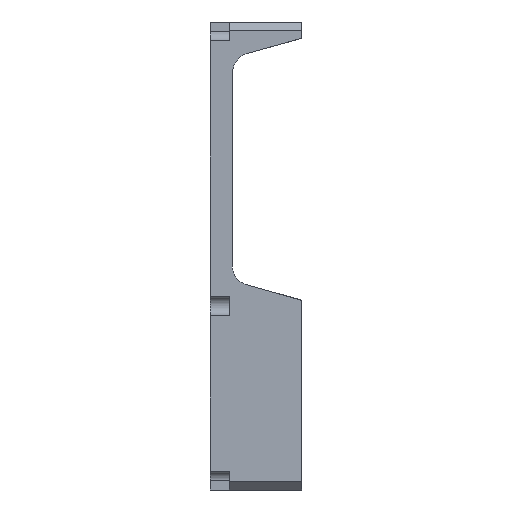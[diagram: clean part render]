
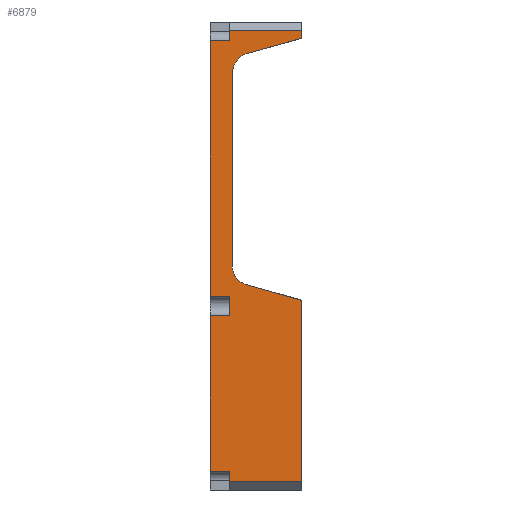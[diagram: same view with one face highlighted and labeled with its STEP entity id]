
A CAD part, left-side view. The second image highlights one B-rep face of the part: STEP entity #6879.
In plain terms, the highlighted planar face has unit normal (-1, 0, 0).
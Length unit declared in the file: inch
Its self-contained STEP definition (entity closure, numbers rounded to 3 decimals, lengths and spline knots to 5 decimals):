
#156=PLANE('',#7432);
#565=FACE_OUTER_BOUND('',#922,.T.);
#922=EDGE_LOOP('',(#5614,#5615,#5616,#5617,#5618,#5619,#5620,#5621,#5622,
#5623,#5624,#5625,#5626,#5627,#5628,#5629,#5630,#5631));
#1276=LINE('',#10195,#2011);
#1586=LINE('',#11116,#2321);
#1589=LINE('',#11122,#2324);
#1590=LINE('',#11124,#2325);
#1591=LINE('',#11126,#2326);
#1592=LINE('',#11128,#2327);
#1593=LINE('',#11130,#2328);
#1594=LINE('',#11132,#2329);
#1595=LINE('',#11134,#2330);
#1596=LINE('',#11136,#2331);
#1597=LINE('',#11138,#2332);
#1598=LINE('',#11139,#2333);
#1599=LINE('',#11141,#2334);
#1600=LINE('',#11145,#2335);
#1601=LINE('',#11149,#2336);
#1602=LINE('',#11150,#2337);
#2011=VECTOR('',#8019,0.3937);
#2321=VECTOR('',#8847,0.3937);
#2324=VECTOR('',#8852,0.3937);
#2325=VECTOR('',#8853,0.3937);
#2326=VECTOR('',#8854,0.3937);
#2327=VECTOR('',#8855,0.3937);
#2328=VECTOR('',#8856,0.3937);
#2329=VECTOR('',#8857,0.3937);
#2330=VECTOR('',#8858,0.3937);
#2331=VECTOR('',#8859,0.3937);
#2332=VECTOR('',#8860,0.3937);
#2333=VECTOR('',#8861,0.3937);
#2334=VECTOR('',#8862,0.3937);
#2335=VECTOR('',#8865,0.3937);
#2336=VECTOR('',#8868,0.3937);
#2337=VECTOR('',#8869,0.3937);
#2812=CIRCLE('',#7433,0.33762);
#2813=CIRCLE('',#7434,0.35725);
#3094=VERTEX_POINT('',#10192);
#3095=VERTEX_POINT('',#10194);
#3406=VERTEX_POINT('',#11113);
#3407=VERTEX_POINT('',#11115);
#3409=VERTEX_POINT('',#11121);
#3410=VERTEX_POINT('',#11123);
#3411=VERTEX_POINT('',#11125);
#3412=VERTEX_POINT('',#11127);
#3413=VERTEX_POINT('',#11129);
#3414=VERTEX_POINT('',#11131);
#3415=VERTEX_POINT('',#11133);
#3416=VERTEX_POINT('',#11135);
#3417=VERTEX_POINT('',#11137);
#3418=VERTEX_POINT('',#11140);
#3419=VERTEX_POINT('',#11142);
#3420=VERTEX_POINT('',#11144);
#3421=VERTEX_POINT('',#11146);
#3422=VERTEX_POINT('',#11148);
#3802=EDGE_CURVE('',#3095,#3094,#1276,.T.);
#4249=EDGE_CURVE('',#3406,#3407,#1586,.T.);
#4252=EDGE_CURVE('',#3406,#3409,#1589,.T.);
#4253=EDGE_CURVE('',#3409,#3410,#1590,.T.);
#4254=EDGE_CURVE('',#3411,#3410,#1591,.T.);
#4255=EDGE_CURVE('',#3411,#3412,#1592,.T.);
#4256=EDGE_CURVE('',#3412,#3413,#1593,.T.);
#4257=EDGE_CURVE('',#3413,#3414,#1594,.T.);
#4258=EDGE_CURVE('',#3415,#3414,#1595,.T.);
#4259=EDGE_CURVE('',#3415,#3416,#1596,.T.);
#4260=EDGE_CURVE('',#3416,#3417,#1597,.T.);
#4261=EDGE_CURVE('',#3095,#3417,#1598,.T.);
#4262=EDGE_CURVE('',#3094,#3418,#1599,.T.);
#4263=EDGE_CURVE('',#3418,#3419,#2812,.T.);
#4264=EDGE_CURVE('',#3419,#3420,#1600,.T.);
#4265=EDGE_CURVE('',#3420,#3421,#2813,.T.);
#4266=EDGE_CURVE('',#3421,#3422,#1601,.T.);
#4267=EDGE_CURVE('',#3422,#3407,#1602,.T.);
#5614=ORIENTED_EDGE('',*,*,#4249,.F.);
#5615=ORIENTED_EDGE('',*,*,#4252,.T.);
#5616=ORIENTED_EDGE('',*,*,#4253,.T.);
#5617=ORIENTED_EDGE('',*,*,#4254,.F.);
#5618=ORIENTED_EDGE('',*,*,#4255,.T.);
#5619=ORIENTED_EDGE('',*,*,#4256,.T.);
#5620=ORIENTED_EDGE('',*,*,#4257,.T.);
#5621=ORIENTED_EDGE('',*,*,#4258,.F.);
#5622=ORIENTED_EDGE('',*,*,#4259,.T.);
#5623=ORIENTED_EDGE('',*,*,#4260,.T.);
#5624=ORIENTED_EDGE('',*,*,#4261,.F.);
#5625=ORIENTED_EDGE('',*,*,#3802,.T.);
#5626=ORIENTED_EDGE('',*,*,#4262,.T.);
#5627=ORIENTED_EDGE('',*,*,#4263,.T.);
#5628=ORIENTED_EDGE('',*,*,#4264,.T.);
#5629=ORIENTED_EDGE('',*,*,#4265,.T.);
#5630=ORIENTED_EDGE('',*,*,#4266,.T.);
#5631=ORIENTED_EDGE('',*,*,#4267,.T.);
#6879=ADVANCED_FACE('',(#565),#156,.T.);
#7432=AXIS2_PLACEMENT_3D('',#11120,#8850,#8851);
#7433=AXIS2_PLACEMENT_3D('',#11143,#8863,#8864);
#7434=AXIS2_PLACEMENT_3D('',#11147,#8866,#8867);
#8019=DIRECTION('',(0.,0.,1.));
#8847=DIRECTION('',(0.,-1.,0.));
#8850=DIRECTION('center_axis',(-1.,0.,0.));
#8851=DIRECTION('ref_axis',(0.,0.,1.));
#8852=DIRECTION('',(0.,0.,-1.));
#8853=DIRECTION('',(0.,1.,0.));
#8854=DIRECTION('',(0.,0.,1.));
#8855=DIRECTION('',(0.,-1.,0.));
#8856=DIRECTION('',(0.,0.,-1.));
#8857=DIRECTION('',(0.,1.,0.));
#8858=DIRECTION('',(0.,0.,1.));
#8859=DIRECTION('',(0.,-1.,0.));
#8860=DIRECTION('',(0.,0.,-1.));
#8861=DIRECTION('',(0.,1.,0.));
#8862=DIRECTION('',(0.,0.962,0.272));
#8863=DIRECTION('center_axis',(1.,0.,0.));
#8864=DIRECTION('ref_axis',(0.,0.272,-0.962));
#8865=DIRECTION('',(0.,0.,1.));
#8866=DIRECTION('center_axis',(1.,0.,0.));
#8867=DIRECTION('ref_axis',(0.,1.,0.));
#8868=DIRECTION('',(0.,-0.963,0.268));
#8869=DIRECTION('',(0.,0.,1.));
#10192=CARTESIAN_POINT('',(-4.45175,0.,4.61345));
#10194=CARTESIAN_POINT('',(-4.45175,0.,1.5109));
#10195=CARTESIAN_POINT('',(-4.45175,0.,1.3709));
#11113=CARTESIAN_POINT('',(-4.45175,1.245,9.2309));
#11115=CARTESIAN_POINT('',(-4.45175,0.,9.2309));
#11116=CARTESIAN_POINT('',(-4.45175,0.,9.2309));
#11120=CARTESIAN_POINT('Origin',(-4.45175,0.,1.3709));
#11121=CARTESIAN_POINT('',(-4.45175,1.245,9.0534));
#11122=CARTESIAN_POINT('',(-4.45175,1.245,5.41192));
#11123=CARTESIAN_POINT('',(-4.45175,1.57,9.0534));
#11124=CARTESIAN_POINT('',(-4.45175,0.785,9.0534));
#11125=CARTESIAN_POINT('',(-4.45175,1.57,4.6784));
#11126=CARTESIAN_POINT('',(-4.45175,1.57,1.3709));
#11127=CARTESIAN_POINT('',(-4.45175,1.245,4.6784));
#11128=CARTESIAN_POINT('',(-4.45175,0.785,4.6784));
#11129=CARTESIAN_POINT('',(-4.45175,1.245,4.3534));
#11130=CARTESIAN_POINT('',(-4.45175,1.245,2.9434));
#11131=CARTESIAN_POINT('',(-4.45175,1.57,4.3534));
#11132=CARTESIAN_POINT('',(-4.45175,0.785,4.3534));
#11133=CARTESIAN_POINT('',(-4.45175,1.57,1.6884));
#11134=CARTESIAN_POINT('',(-4.45175,1.57,1.3709));
#11135=CARTESIAN_POINT('',(-4.45175,1.245,1.6884));
#11136=CARTESIAN_POINT('',(-4.45175,0.785,1.6884));
#11137=CARTESIAN_POINT('',(-4.45175,1.245,1.5109));
#11138=CARTESIAN_POINT('',(-4.45175,1.245,1.35412));
#11139=CARTESIAN_POINT('',(-4.45175,0.,1.5109));
#11140=CARTESIAN_POINT('',(-4.45175,0.94506,4.88085));
#11141=CARTESIAN_POINT('',(-4.45175,0.0478,4.62697));
#11142=CARTESIAN_POINT('',(-4.45175,1.19,5.18307));
#11143=CARTESIAN_POINT('Origin',(-4.45175,0.85314,5.20572));
#11144=CARTESIAN_POINT('',(-4.45175,1.19,8.491));
#11145=CARTESIAN_POINT('',(-4.45175,1.19,4.93095));
#11146=CARTESIAN_POINT('',(-4.45175,0.94903,8.82879));
#11147=CARTESIAN_POINT('Origin',(-4.45175,0.83275,8.491));
#11148=CARTESIAN_POINT('',(-4.45175,0.,9.09269));
#11149=CARTESIAN_POINT('',(-4.45175,0.99654,8.81558));
#11150=CARTESIAN_POINT('',(-4.45175,0.,1.3709));
